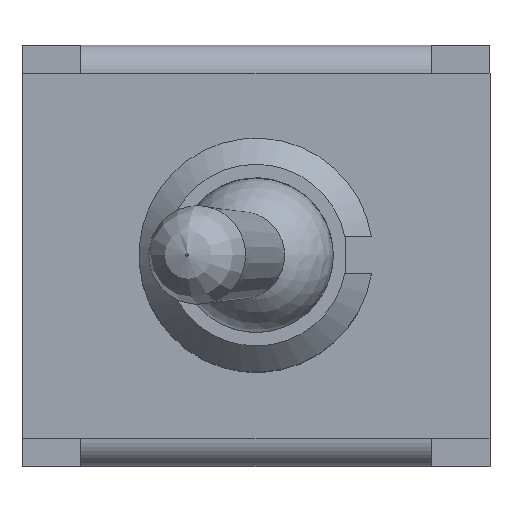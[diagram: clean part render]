
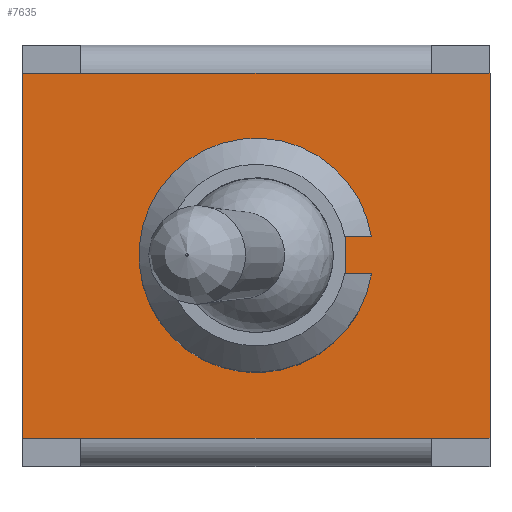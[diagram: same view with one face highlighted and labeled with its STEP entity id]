
A CAD part, top view. The second image highlights one B-rep face of the part: STEP entity #7635.
In plain terms, the highlighted planar face has unit normal (0, 0, 1).
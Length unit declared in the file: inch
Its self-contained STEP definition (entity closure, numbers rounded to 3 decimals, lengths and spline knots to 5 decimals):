
#5789=CARTESIAN_POINT('',(0.09542,-0.02008,0.35));
#5790=VERTEX_POINT('',#5789);
#5797=CARTESIAN_POINT('',(0.09542,0.02008,0.35));
#5798=VERTEX_POINT('',#5797);
#5799=CARTESIAN_POINT('',(0.09542,0.02008,0.35));
#5800=DIRECTION('',(0.0,-1.0,0.0));
#5801=VECTOR('',#5800,0.04016);
#5802=LINE('',#5799,#5801);
#5803=EDGE_CURVE('',#5798,#5790,#5802,.T.);
#5821=CARTESIAN_POINT('',(0.12338,0.02008,0.35));
#5822=VERTEX_POINT('',#5821);
#5823=CARTESIAN_POINT('',(0.12338,0.02008,0.35));
#5824=DIRECTION('',(-1.0,0.0,0.0));
#5825=VECTOR('',#5824,0.02795);
#5826=LINE('',#5823,#5825);
#5827=EDGE_CURVE('',#5822,#5798,#5826,.T.);
#5844=CARTESIAN_POINT('',(0.12338,-0.02008,0.35));
#5845=VERTEX_POINT('',#5844);
#5852=CARTESIAN_POINT('',(0.09542,-0.02008,0.35));
#5853=DIRECTION('',(1.0,0.0,0.0));
#5854=VECTOR('',#5853,0.02795);
#5855=LINE('',#5852,#5854);
#5856=EDGE_CURVE('',#5790,#5845,#5855,.T.);
#5869=CARTESIAN_POINT('',(0.,0.,0.35));
#5870=DIRECTION('',(0.0,0.0,-1.0));
#5871=DIRECTION('',(0.987,0.161,0.0));
#5872=AXIS2_PLACEMENT_3D('',#5869,#5870,#5871);
#5873=CIRCLE('',#5872,0.125);
#5874=EDGE_CURVE('',#5845,#5822,#5873,.T.);
#6100=CARTESIAN_POINT('',(0.18701,-0.19508,0.35));
#6101=VERTEX_POINT('',#6100);
#6133=CARTESIAN_POINT('',(-0.18701,0.19508,0.35));
#6134=VERTEX_POINT('',#6133);
#6586=CARTESIAN_POINT('',(-0.18701,-0.19508,0.35));
#6587=VERTEX_POINT('',#6586);
#7389=CARTESIAN_POINT('',(-0.25,0.19508,0.35));
#7390=VERTEX_POINT('',#7389);
#7397=CARTESIAN_POINT('',(-0.18701,0.19508,0.35));
#7398=DIRECTION('',(-1.0,0.0,0.0));
#7399=VECTOR('',#7398,0.06299);
#7400=LINE('',#7397,#7399);
#7401=EDGE_CURVE('',#6134,#7390,#7400,.T.);
#7418=CARTESIAN_POINT('',(-0.25,-0.19508,0.35));
#7419=VERTEX_POINT('',#7418);
#7435=CARTESIAN_POINT('',(-0.18701,-0.19508,0.35));
#7436=DIRECTION('',(-1.0,0.0,0.0));
#7437=VECTOR('',#7436,0.06299);
#7438=LINE('',#7435,#7437);
#7439=EDGE_CURVE('',#6587,#7419,#7438,.T.);
#7449=CARTESIAN_POINT('',(0.25,0.19508,0.35));
#7450=VERTEX_POINT('',#7449);
#7467=CARTESIAN_POINT('',(0.18701,0.19508,0.35));
#7468=VERTEX_POINT('',#7467);
#7475=CARTESIAN_POINT('',(0.18701,0.19508,0.35));
#7476=DIRECTION('',(1.0,0.0,0.0));
#7477=VECTOR('',#7476,0.06299);
#7478=LINE('',#7475,#7477);
#7479=EDGE_CURVE('',#7468,#7450,#7478,.T.);
#7491=CARTESIAN_POINT('',(0.25,-0.19508,0.35));
#7492=VERTEX_POINT('',#7491);
#7499=CARTESIAN_POINT('',(0.18701,-0.19508,0.35));
#7500=DIRECTION('',(1.0,0.0,0.0));
#7501=VECTOR('',#7500,0.06299);
#7502=LINE('',#7499,#7501);
#7503=EDGE_CURVE('',#6101,#7492,#7502,.T.);
#7574=CARTESIAN_POINT('',(-0.18701,0.19508,0.35));
#7575=DIRECTION('',(1.0,0.0,0.0));
#7576=VECTOR('',#7575,0.37402);
#7577=LINE('',#7574,#7576);
#7578=EDGE_CURVE('',#6134,#7468,#7577,.T.);
#7599=CARTESIAN_POINT('',(-0.275,-0.21459,0.35));
#7600=DIRECTION('',(0.0,0.0,1.0));
#7601=DIRECTION('',(1.0,0.0,0.0));
#7602=AXIS2_PLACEMENT_3D('',#7599,#7600,#7601);
#7603=PLANE('',#7602);
#7604=CARTESIAN_POINT('',(-0.18701,-0.19508,0.35));
#7605=DIRECTION('',(1.0,0.0,0.0));
#7606=VECTOR('',#7605,0.37402);
#7607=LINE('',#7604,#7606);
#7608=EDGE_CURVE('',#6587,#6101,#7607,.T.);
#7609=ORIENTED_EDGE('',*,*,#7608,.T.);
#7610=ORIENTED_EDGE('',*,*,#7503,.T.);
#7611=CARTESIAN_POINT('',(0.25,-0.19508,0.35));
#7612=DIRECTION('',(0.0,1.0,0.0));
#7613=VECTOR('',#7612,0.39016);
#7614=LINE('',#7611,#7613);
#7615=EDGE_CURVE('',#7492,#7450,#7614,.T.);
#7616=ORIENTED_EDGE('',*,*,#7615,.T.);
#7617=ORIENTED_EDGE('',*,*,#7479,.F.);
#7618=ORIENTED_EDGE('',*,*,#7578,.F.);
#7619=ORIENTED_EDGE('',*,*,#7401,.T.);
#7620=CARTESIAN_POINT('',(-0.25,0.19508,0.35));
#7621=DIRECTION('',(0.0,-1.0,0.0));
#7622=VECTOR('',#7621,0.39016);
#7623=LINE('',#7620,#7622);
#7624=EDGE_CURVE('',#7390,#7419,#7623,.T.);
#7625=ORIENTED_EDGE('',*,*,#7624,.T.);
#7626=ORIENTED_EDGE('',*,*,#7439,.F.);
#7627=EDGE_LOOP('',(#7609,#7610,#7616,#7617,#7618,#7619,#7625,#7626));
#7628=FACE_OUTER_BOUND('',#7627,.T.);
#7629=ORIENTED_EDGE('',*,*,#5803,.T.);
#7630=ORIENTED_EDGE('',*,*,#5856,.T.);
#7631=ORIENTED_EDGE('',*,*,#5874,.T.);
#7632=ORIENTED_EDGE('',*,*,#5827,.T.);
#7633=EDGE_LOOP('',(#7629,#7630,#7631,#7632));
#7634=FACE_BOUND('',#7633,.T.);
#7635=ADVANCED_FACE('',(#7628,#7634),#7603,.T.);
